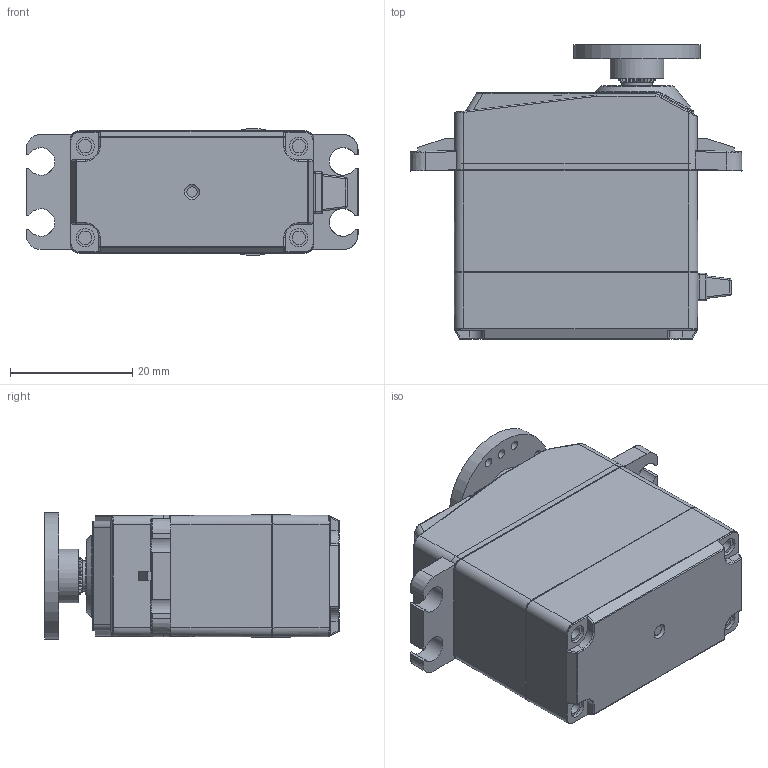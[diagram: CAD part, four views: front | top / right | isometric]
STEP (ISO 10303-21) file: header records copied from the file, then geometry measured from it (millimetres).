
FILE_DESCRIPTION(('STEP AP203'), '1');
FILE_NAME('DS3218', '2019-12-22T07:55:48', (''), (''), 'ASCON STEP Converter 1.6', 'ASCON Math Kernel', '');
FILE_SCHEMA(('CONFIG_CONTROL_DESIGN'));
Length unit declared in the file: millimetre
Products named in the file (7): DS3218MG; ZK; DG-SZ; GE; XIANTAO; SG-JIANRONG-MG996
Assembly tree (6 placements, depth 2):
  DS3218MG
    ZK
    DG-SZ
    GE
    XIANTAO
    SG-JIANRONG-MG996
    (unnamed)
Bounding box: 54.38 x 48.27 x 20.73 mm (x, y, z)
Volume: 28695.8 mm3; surface area: 14602.7 mm2
Topology: 6 solids, 6 shells, 1037 faces, 2776 edges, 1786 vertices
Faces by surface type: cylinder 497, plane 270, extrusion 112, bspline 76, cone 36, sphere 32, torus 14
Full cylindrical faces by diameter (mm): 1.5 x12, 2 x2, 2.2 x4, 2.3 x4, 3 x5, 5 x1, 5.5 x1, 6 x2, 6.5 x1, 7 x1, 8.8 x1, 9 x1, 10 x1, 13 x1, 20.8 x1
Entity records: 55194 total; most frequent: CARTESIAN_POINT 21589, ORIENTED_EDGE 5464, DIRECTION 4782, EDGE_CURVE 2732, VERTEX_POINT 1786, AXIS2_PLACEMENT_3D 1759, VECTOR 1264, EDGE_LOOP 1152
